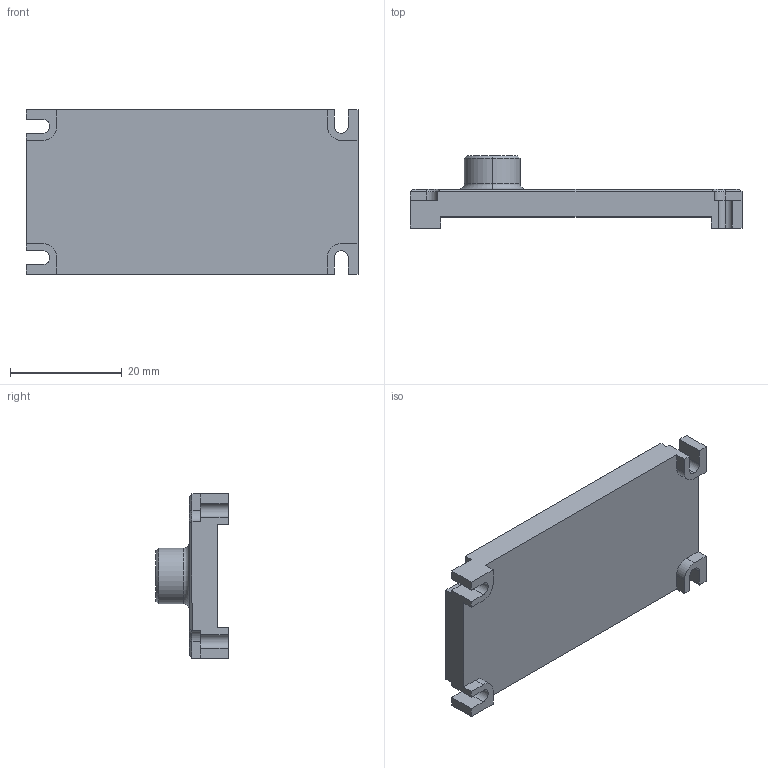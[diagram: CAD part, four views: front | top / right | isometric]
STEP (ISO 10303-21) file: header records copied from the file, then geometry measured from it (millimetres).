
FILE_DESCRIPTION (( 'STEP AP214' ), '1' );
FILE_NAME ('servo_pivot.STEP', '2017-10-18T03:04:12', ( '' ), ( '' ), 'SwSTEP 2.0', 'SolidWorks 2013', '' );
FILE_SCHEMA (( 'AUTOMOTIVE_DESIGN' ));
Length unit declared in the file: millimetre
Products named in the file (1): servo_pivot
Bounding box: 59.5 x 13 x 29.5 mm (x, y, z)
Volume: 9068.2 mm3; surface area: 4744.9 mm2
Topology: 1 solids, 1 shells, 79 faces, 209 edges, 133 vertices
Faces by surface type: plane 54, cylinder 16, cone 7, torus 2
Entity records: 2451 total; most frequent: CARTESIAN_POINT 427, ORIENTED_EDGE 418, DIRECTION 411, EDGE_CURVE 209, LINE 165, VECTOR 165, VERTEX_POINT 133, AXIS2_PLACEMENT_3D 123
